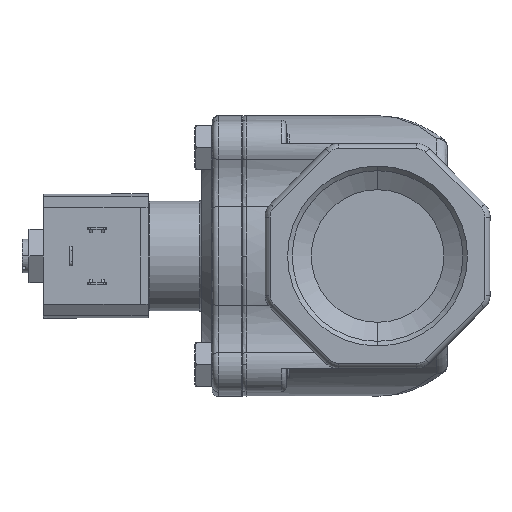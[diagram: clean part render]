
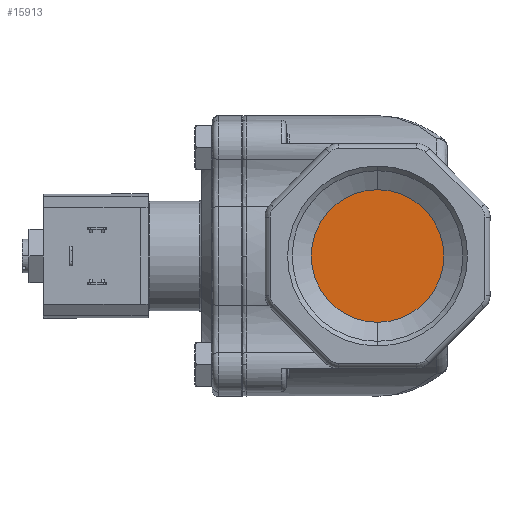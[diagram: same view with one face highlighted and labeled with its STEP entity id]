
A CAD part, left-side view. The second image highlights one B-rep face of the part: STEP entity #15913.
In plain terms, the highlighted planar face has unit normal (-1, 0, 0).
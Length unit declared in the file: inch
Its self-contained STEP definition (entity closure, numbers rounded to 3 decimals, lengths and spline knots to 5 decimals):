
#602 = AXIS2_PLACEMENT_3D ( 'NONE', #13544, #15276, #11422 ) ;
#1534 = FACE_OUTER_BOUND ( 'NONE', #6486, .T. ) ;
#4142 = CIRCLE ( 'NONE', #25647, 0.855 ) ;
#6170 = AXIS2_PLACEMENT_3D ( 'NONE', #16658, #14681, #24607 ) ;
#6486 = EDGE_LOOP ( 'NONE', ( #9243, #25865 ) ) ;
#9243 = ORIENTED_EDGE ( 'NONE', *, *, #11849, .T. ) ;
#9805 = DIRECTION ( 'NONE',  ( -1., 0., 0. ) ) ;
#9945 = CIRCLE ( 'NONE', #6170, 0.855 ) ;
#11422 = DIRECTION ( 'NONE',  ( 0., 0., 1. ) ) ;
#11849 = EDGE_CURVE ( 'NONE', #24280, #24447, #4142, .T. ) ;
#12162 = CARTESIAN_POINT ( 'NONE',  ( -0.5786, -1.738, -0.85539 ) ) ;
#12996 = CARTESIAN_POINT ( 'NONE',  ( -0.5786, -1.738, 0.85461 ) ) ;
#13544 = CARTESIAN_POINT ( 'NONE',  ( -0.5786, -1.738, -0.00039 ) ) ;
#13789 = CARTESIAN_POINT ( 'NONE',  ( -0.5786, -1.738, -0.00039 ) ) ;
#14681 = DIRECTION ( 'NONE',  ( -1., 0., 0. ) ) ;
#15276 = DIRECTION ( 'NONE',  ( -1., 0., 0. ) ) ;
#15913 = ADVANCED_FACE ( 'NONE', ( #1534 ), #25458, .T. ) ;
#16658 = CARTESIAN_POINT ( 'NONE',  ( -0.5786, -1.738, -0.00039 ) ) ;
#17893 = DIRECTION ( 'NONE',  ( 0., 0., 1. ) ) ;
#19773 = EDGE_CURVE ( 'NONE', #24447, #24280, #9945, .T. ) ;
#24280 = VERTEX_POINT ( 'NONE', #12996 ) ;
#24447 = VERTEX_POINT ( 'NONE', #12162 ) ;
#24607 = DIRECTION ( 'NONE',  ( 0., 0., 1. ) ) ;
#25458 = PLANE ( 'NONE',  #602 ) ;
#25647 = AXIS2_PLACEMENT_3D ( 'NONE', #13789, #9805, #17893 ) ;
#25865 = ORIENTED_EDGE ( 'NONE', *, *, #19773, .T. ) ;
